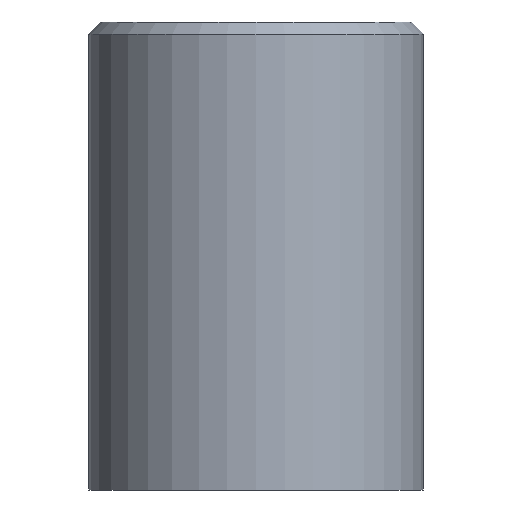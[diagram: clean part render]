
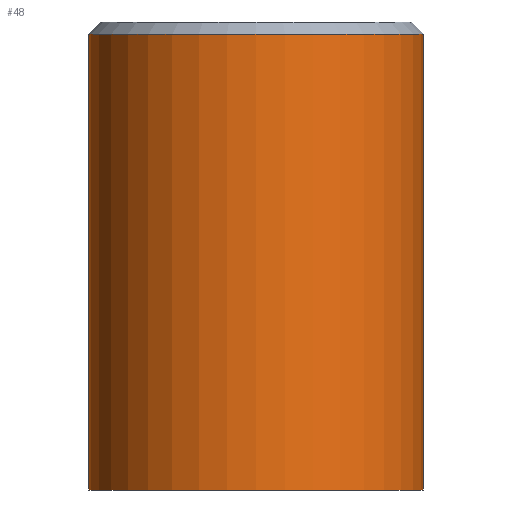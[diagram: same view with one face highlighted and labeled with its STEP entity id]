
A CAD part, front view. The second image highlights one B-rep face of the part: STEP entity #48.
In plain terms, the highlighted cylindrical face has radius 6.8 mm (diameter 13.6 mm), a full revolution.
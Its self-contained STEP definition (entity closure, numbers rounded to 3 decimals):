
#44=CYLINDRICAL_SURFACE('',#126,6.8);
#48=ADVANCED_FACE('',(#60,#61),#44,.T.);
#60=FACE_BOUND('',#74,.T.);
#61=FACE_BOUND('',#75,.T.);
#74=EDGE_LOOP('',(#88));
#75=EDGE_LOOP('',(#89));
#88=ORIENTED_EDGE('',*,*,#108,.T.);
#89=ORIENTED_EDGE('',*,*,#105,.T.);
#98=VERTEX_POINT('',#166);
#101=VERTEX_POINT('',#174);
#105=EDGE_CURVE('',#98,#98,#112,.T.);
#108=EDGE_CURVE('',#101,#101,#115,.T.);
#112=CIRCLE('',#120,6.8);
#115=CIRCLE('',#125,6.8);
#120=AXIS2_PLACEMENT_3D('',#165,#136,#137);
#125=AXIS2_PLACEMENT_3D('',#173,#146,#147);
#126=AXIS2_PLACEMENT_3D('',#175,#148,#149);
#136=DIRECTION('',(0.,0.,1.));
#137=DIRECTION('',(1.,0.,0.));
#146=DIRECTION('',(0.,0.,-1.));
#147=DIRECTION('',(1.,0.,0.));
#148=DIRECTION('',(0.,0.,-1.));
#149=DIRECTION('',(-1.,0.,0.));
#165=CARTESIAN_POINT('',(0.,0.,0.));
#166=CARTESIAN_POINT('',(6.8,0.,0.));
#173=CARTESIAN_POINT('',(0.,0.,18.5));
#174=CARTESIAN_POINT('',(6.8,0.,18.5));
#175=CARTESIAN_POINT('',(0.,0.,19.));
